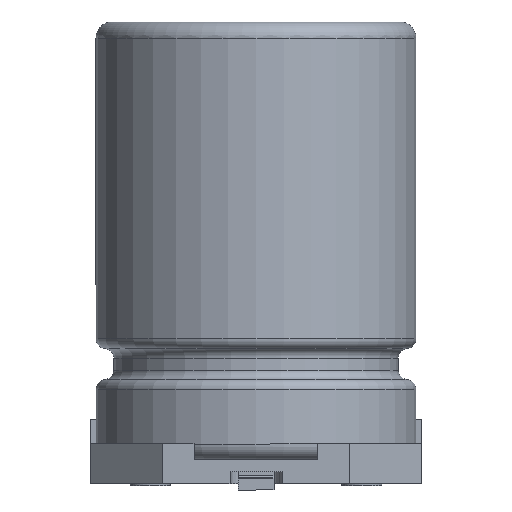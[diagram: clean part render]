
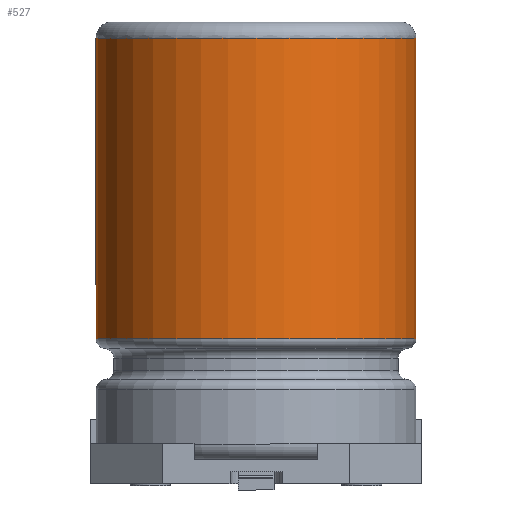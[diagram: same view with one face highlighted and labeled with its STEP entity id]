
A CAD part, front view. The second image highlights one B-rep face of the part: STEP entity #527.
In plain terms, the highlighted cylindrical face has radius 4 mm (diameter 8 mm), a full revolution.
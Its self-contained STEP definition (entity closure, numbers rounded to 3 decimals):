
#527 = ADVANCED_FACE( '', ( #1134, #1135 ), #1136, .T. );
#1134 = FACE_OUTER_BOUND( '', #1841, .T. );
#1135 = FACE_OUTER_BOUND( '', #1842, .T. );
#1136 = CYLINDRICAL_SURFACE( '', #1843, 4. );
#1841 = EDGE_LOOP( '', ( #3337 ) );
#1842 = EDGE_LOOP( '', ( #3338 ) );
#1843 = AXIS2_PLACEMENT_3D( '', #3339, #3340, #3341 );
#3337 = ORIENTED_EDGE( '', *, *, #4637, .T. );
#3338 = ORIENTED_EDGE( '', *, *, #4245, .T. );
#3339 = CARTESIAN_POINT( '', ( 0., 0., 9.9 ) );
#3340 = DIRECTION( '', ( 0., 0., -1. ) );
#3341 = DIRECTION( '', ( 1., 0., 0. ) );
#4245 = EDGE_CURVE( '', #5006, #5006, #5007, .T. );
#4637 = EDGE_CURVE( '', #5631, #5631, #5632, .T. );
#5006 = VERTEX_POINT( '', #6190 );
#5007 = CIRCLE( '', #6191, 4. );
#5631 = VERTEX_POINT( '', #7397 );
#5632 = CIRCLE( '', #7398, 4. );
#6190 = CARTESIAN_POINT( '', ( 4., 0., 3.026 ) );
#6191 = AXIS2_PLACEMENT_3D( '', #7995, #7996, #7997 );
#7397 = CARTESIAN_POINT( '', ( -4., 0., 10.55 ) );
#7398 = AXIS2_PLACEMENT_3D( '', #8343, #8344, #8345 );
#7995 = CARTESIAN_POINT( '', ( 0., 0., 3.026 ) );
#7996 = DIRECTION( '', ( 0., 0., 1. ) );
#7997 = DIRECTION( '', ( 1., 0., 0. ) );
#8343 = CARTESIAN_POINT( '', ( 0., 0., 10.55 ) );
#8344 = DIRECTION( '', ( 0., 0., -1. ) );
#8345 = DIRECTION( '', ( -1., 0., 0. ) );
